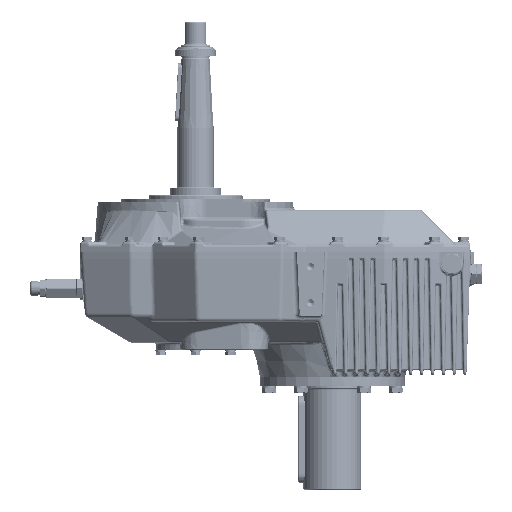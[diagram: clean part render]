
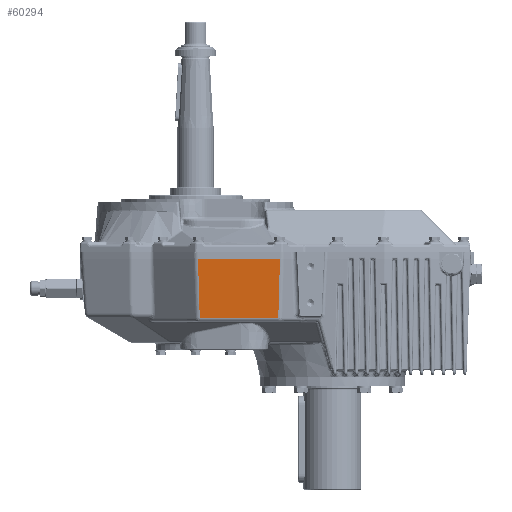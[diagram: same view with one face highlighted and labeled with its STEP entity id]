
A CAD part, left-side view. The second image highlights one B-rep face of the part: STEP entity #60294.
In plain terms, the highlighted planar face has unit normal (-0.998, 0, -0.07).
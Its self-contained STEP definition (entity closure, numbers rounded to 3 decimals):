
#3515 = VERTEX_POINT ( 'NONE', #53845 ) ;
#5467 = CARTESIAN_POINT ( 'NONE',  ( -219.738, -0.108, -10. ) ) ;
#8210 = DIRECTION ( 'NONE',  ( 0.07, -0.029, -0.997 ) ) ;
#10986 = ORIENTED_EDGE ( 'NONE', *, *, #143402, .T. ) ;
#11200 = EDGE_CURVE ( 'NONE', #157745, #120997, #90684, .T. ) ;
#22368 = CARTESIAN_POINT ( 'NONE',  ( -219.738, -3.414, -10. ) ) ;
#22750 = VECTOR ( 'NONE', #168270, 1000. ) ;
#24239 = DIRECTION ( 'NONE',  ( -0.07, 0., 0.998 ) ) ;
#26897 = VECTOR ( 'NONE', #77800, 1000. ) ;
#27812 = ORIENTED_EDGE ( 'NONE', *, *, #92343, .F. ) ;
#34563 = CARTESIAN_POINT ( 'NONE',  ( -219.738, -116.579, -10. ) ) ;
#40036 = ORIENTED_EDGE ( 'NONE', *, *, #11200, .T. ) ;
#52937 = EDGE_CURVE ( 'NONE', #3515, #87858, #213267, .T. ) ;
#53845 = CARTESIAN_POINT ( 'NONE',  ( -219.738, -3.414, -10. ) ) ;
#60294 = ADVANCED_FACE ( 'NONE', ( #140960 ), #153888, .T. ) ;
#64593 = ORIENTED_EDGE ( 'NONE', *, *, #223694, .T. ) ;
#71316 = CARTESIAN_POINT ( 'NONE',  ( -219.738, -116.586, -10. ) ) ;
#77800 = DIRECTION ( 'NONE',  ( -0.07, -0.029, 0.997 ) ) ;
#79125 = VERTEX_POINT ( 'NONE', #138129 ) ;
#86660 = DIRECTION ( 'NONE',  ( 0., -1., 0. ) ) ;
#87858 = VERTEX_POINT ( 'NONE', #217785 ) ;
#90684 =( BOUNDED_CURVE ( )  B_SPLINE_CURVE ( 3, ( #71316, #127496, #146295, #34563 ),
 .UNSPECIFIED., .F., .F. ) 
 B_SPLINE_CURVE_WITH_KNOTS ( ( 4, 4 ),
 ( 3.141, 3.142 ),
 .UNSPECIFIED. ) 
 CURVE ( )  GEOMETRIC_REPRESENTATION_ITEM ( )  RATIONAL_B_SPLINE_CURVE ( ( 1., 1., 1., 1. ) ) 
 REPRESENTATION_ITEM ( '' )  );
#92343 = EDGE_CURVE ( 'NONE', #79125, #120997, #171560, .T. ) ;
#96223 = EDGE_LOOP ( 'NONE', ( #106610, #10986, #207284, #40036, #27812, #64593 ) ) ;
#106610 = ORIENTED_EDGE ( 'NONE', *, *, #52937, .T. ) ;
#112043 = CARTESIAN_POINT ( 'NONE',  ( -219.738, -120., -10. ) ) ;
#115353 = CARTESIAN_POINT ( 'NONE',  ( -219.738, -3.421, -10. ) ) ;
#120997 = VERTEX_POINT ( 'NONE', #152741 ) ;
#127496 = CARTESIAN_POINT ( 'NONE',  ( -219.738, -116.584, -10. ) ) ;
#134004 = CARTESIAN_POINT ( 'NONE',  ( -219.738, -3.416, -10. ) ) ;
#135892 = DIRECTION ( 'NONE',  ( -0.998, 0., -0.07 ) ) ;
#138129 = CARTESIAN_POINT ( 'NONE',  ( -219.738, -3.421, -10. ) ) ;
#139993 = VECTOR ( 'NONE', #8210, 1000. ) ;
#140960 = FACE_OUTER_BOUND ( 'NONE', #96223, .T. ) ;
#141325 = LINE ( 'NONE', #142949, #234982 ) ;
#142949 = CARTESIAN_POINT ( 'NONE',  ( -214.05, -0.108, -91.349 ) ) ;
#143402 = EDGE_CURVE ( 'NONE', #87858, #156782, #141325, .T. ) ;
#146295 = CARTESIAN_POINT ( 'NONE',  ( -219.738, -116.581, -10. ) ) ;
#152741 = CARTESIAN_POINT ( 'NONE',  ( -219.738, -116.579, -10. ) ) ;
#152838 = CARTESIAN_POINT ( 'NONE',  ( -219.504, -116.489, -13.355 ) ) ;
#153888 = PLANE ( 'NONE',  #224331 ) ;
#156756 =( BOUNDED_CURVE ( )  B_SPLINE_CURVE ( 3, ( #115353, #227233, #134004, #22368 ),
 .UNSPECIFIED., .F., .F. ) 
 B_SPLINE_CURVE_WITH_KNOTS ( ( 4, 4 ),
 ( 3.141, 3.142 ),
 .UNSPECIFIED. ) 
 CURVE ( )  GEOMETRIC_REPRESENTATION_ITEM ( )  RATIONAL_B_SPLINE_CURVE ( ( 1., 1., 1., 1. ) ) 
 REPRESENTATION_ITEM ( '' )  );
#156782 = VERTEX_POINT ( 'NONE', #181240 ) ;
#157745 = VERTEX_POINT ( 'NONE', #185586 ) ;
#162005 = EDGE_CURVE ( 'NONE', #156782, #157745, #175670, .T. ) ;
#168270 = DIRECTION ( 'NONE',  ( 0., -1., 0. ) ) ;
#171560 = LINE ( 'NONE', #112043, #22750 ) ;
#175670 = LINE ( 'NONE', #152838, #26897 ) ;
#181240 = CARTESIAN_POINT ( 'NONE',  ( -214.05, -114.23, -91.349 ) ) ;
#185586 = CARTESIAN_POINT ( 'NONE',  ( -219.738, -116.586, -10. ) ) ;
#207284 = ORIENTED_EDGE ( 'NONE', *, *, #162005, .T. ) ;
#213090 = CARTESIAN_POINT ( 'NONE',  ( -219.745, -3.411, -9.905 ) ) ;
#213267 = LINE ( 'NONE', #213090, #139993 ) ;
#217785 = CARTESIAN_POINT ( 'NONE',  ( -214.05, -5.77, -91.349 ) ) ;
#223694 = EDGE_CURVE ( 'NONE', #79125, #3515, #156756, .T. ) ;
#224331 = AXIS2_PLACEMENT_3D ( 'NONE', #5467, #135892, #24239 ) ;
#227233 = CARTESIAN_POINT ( 'NONE',  ( -219.738, -3.419, -10. ) ) ;
#234982 = VECTOR ( 'NONE', #86660, 1000. ) ;
